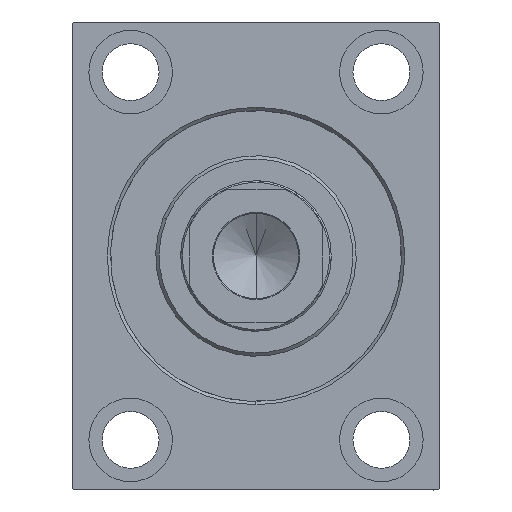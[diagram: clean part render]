
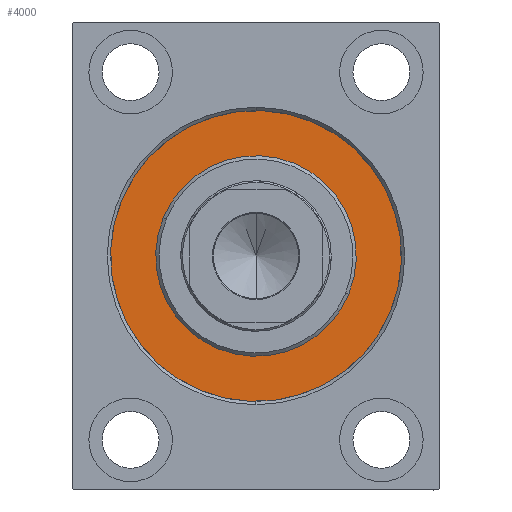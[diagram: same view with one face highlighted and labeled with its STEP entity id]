
A CAD part, left-side view. The second image highlights one B-rep face of the part: STEP entity #4000.
In plain terms, the highlighted face is planar.
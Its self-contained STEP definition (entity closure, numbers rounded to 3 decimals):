
#1735 = FACE_BOUND ( 'NONE', #12891, .T. ) ;
#2758 = AXIS2_PLACEMENT_3D ( 'NONE', #22695, #18704, #39837 ) ;
#3616 = AXIS2_PLACEMENT_3D ( 'NONE', #23334, #37128, #20205 ) ;
#4000 = ADVANCED_FACE ( 'NONE', ( #1735, #28064 ), #36225, .F. ) ;
#4314 = ORIENTED_EDGE ( 'NONE', *, *, #43477, .F. ) ;
#5387 = ORIENTED_EDGE ( 'NONE', *, *, #22778, .F. ) ;
#5758 = VERTEX_POINT ( 'NONE', #25834 ) ;
#5933 = DIRECTION ( 'NONE',  ( -1., 0., 0. ) ) ;
#7711 = ORIENTED_EDGE ( 'NONE', *, *, #25140, .F. ) ;
#7988 = CARTESIAN_POINT ( 'NONE',  ( 0., 0., 30. ) ) ;
#9056 = DIRECTION ( 'NONE',  ( 0., 0., 1. ) ) ;
#12891 = EDGE_LOOP ( 'NONE', ( #7711, #5387 ) ) ;
#13872 = DIRECTION ( 'NONE',  ( 1., 0., 0. ) ) ;
#13902 = AXIS2_PLACEMENT_3D ( 'NONE', #39340, #5933, #9056 ) ;
#16547 = ORIENTED_EDGE ( 'NONE', *, *, #22570, .F. ) ;
#17121 = AXIS2_PLACEMENT_3D ( 'NONE', #42517, #38508, #25145 ) ;
#17228 = CARTESIAN_POINT ( 'NONE',  ( 0., 0., 0. ) ) ;
#18704 = DIRECTION ( 'NONE',  ( -1., 0., 0. ) ) ;
#20205 = DIRECTION ( 'NONE',  ( 0., 0., -1. ) ) ;
#22570 = EDGE_CURVE ( 'NONE', #36265, #5758, #41288, .T. ) ;
#22695 = CARTESIAN_POINT ( 'NONE',  ( 0., 0., 0. ) ) ;
#22778 = EDGE_CURVE ( 'NONE', #25180, #41177, #29943, .T. ) ;
#23334 = CARTESIAN_POINT ( 'NONE',  ( 0., 0., 0. ) ) ;
#25110 = CARTESIAN_POINT ( 'NONE',  ( 0., 0., -43.5 ) ) ;
#25140 = EDGE_CURVE ( 'NONE', #41177, #25180, #35706, .T. ) ;
#25145 = DIRECTION ( 'NONE',  ( 0., 0., 1. ) ) ;
#25180 = VERTEX_POINT ( 'NONE', #27706 ) ;
#25834 = CARTESIAN_POINT ( 'NONE',  ( 0., 0., 43.5 ) ) ;
#27706 = CARTESIAN_POINT ( 'NONE',  ( 0., 0., -30. ) ) ;
#28064 = FACE_OUTER_BOUND ( 'NONE', #30807, .T. ) ;
#29943 = CIRCLE ( 'NONE', #3616, 30. ) ;
#30807 = EDGE_LOOP ( 'NONE', ( #16547, #4314 ) ) ;
#33528 = AXIS2_PLACEMENT_3D ( 'NONE', #17228, #13872, #34362 ) ;
#34362 = DIRECTION ( 'NONE',  ( 0., 0., -1. ) ) ;
#35706 = CIRCLE ( 'NONE', #33528, 30. ) ;
#36225 = PLANE ( 'NONE',  #13902 ) ;
#36265 = VERTEX_POINT ( 'NONE', #25110 ) ;
#37128 = DIRECTION ( 'NONE',  ( 1., 0., 0. ) ) ;
#38508 = DIRECTION ( 'NONE',  ( -1., 0., 0. ) ) ;
#39340 = CARTESIAN_POINT ( 'NONE',  ( 0., 0., 0. ) ) ;
#39717 = CIRCLE ( 'NONE', #2758, 43.5 ) ;
#39837 = DIRECTION ( 'NONE',  ( 0., 0., 1. ) ) ;
#41177 = VERTEX_POINT ( 'NONE', #7988 ) ;
#41288 = CIRCLE ( 'NONE', #17121, 43.5 ) ;
#42517 = CARTESIAN_POINT ( 'NONE',  ( 0., 0., 0. ) ) ;
#43477 = EDGE_CURVE ( 'NONE', #5758, #36265, #39717, .T. ) ;
